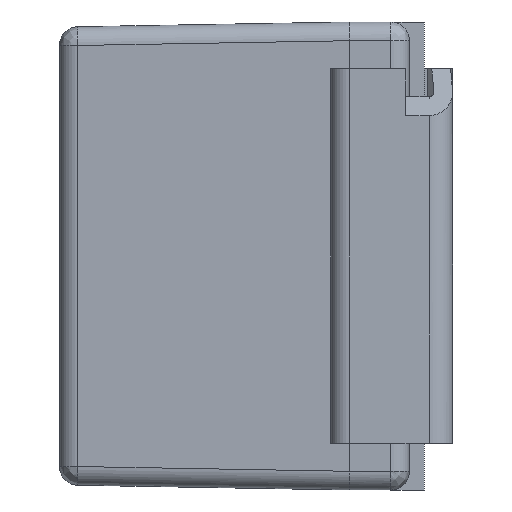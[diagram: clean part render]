
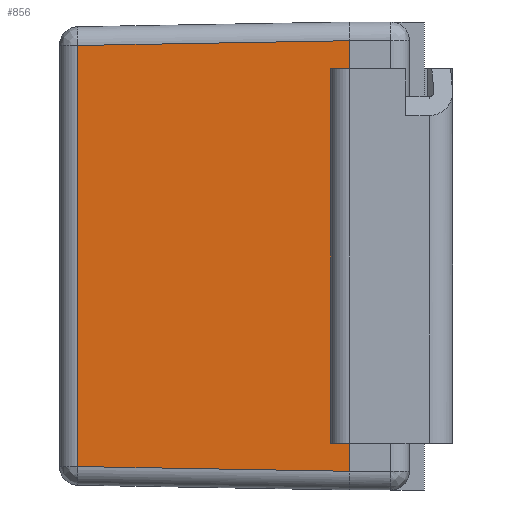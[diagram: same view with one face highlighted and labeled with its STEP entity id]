
A CAD part, left-side view. The second image highlights one B-rep face of the part: STEP entity #856.
In plain terms, the highlighted planar face has unit normal (-1, 0.018, 0).
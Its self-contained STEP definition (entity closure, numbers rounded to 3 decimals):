
#37 = PLANE ( 'NONE',  #1229 ) ;
#129 = FACE_OUTER_BOUND ( 'NONE', #1818, .T. ) ;
#154 = CARTESIAN_POINT ( 'NONE',  ( -1.5, 0.55, -1.15 ) ) ;
#255 = VECTOR ( 'NONE', #1176, 1000. ) ;
#311 = LINE ( 'NONE', #1664, #753 ) ;
#313 = ORIENTED_EDGE ( 'NONE', *, *, #1389, .T. ) ;
#351 = CARTESIAN_POINT ( 'NONE',  ( -1.5, 0.55, -1.25 ) ) ;
#730 = VECTOR ( 'NONE', #1813, 1000. ) ;
#740 = DIRECTION ( 'NONE',  ( 0.017, 1., -0.017 ) ) ;
#753 = VECTOR ( 'NONE', #740, 1000. ) ;
#782 = VERTEX_POINT ( 'NONE', #154 ) ;
#813 = CARTESIAN_POINT ( 'NONE',  ( -1.475, 2.002, 1.125 ) ) ;
#856 = ADVANCED_FACE ( 'NONE', ( #129 ), #37, .T. ) ;
#978 = DIRECTION ( 'NONE',  ( -1., 0.017, 0. ) ) ;
#1025 = VERTEX_POINT ( 'NONE', #1066 ) ;
#1066 = CARTESIAN_POINT ( 'NONE',  ( -1.475, 2.002, -1.125 ) ) ;
#1144 = DIRECTION ( 'NONE',  ( -0.017, -1., 0. ) ) ;
#1176 = DIRECTION ( 'NONE',  ( -0.017, -1., -0.017 ) ) ;
#1229 = AXIS2_PLACEMENT_3D ( 'NONE', #351, #978, #1144 ) ;
#1254 = ORIENTED_EDGE ( 'NONE', *, *, #1625, .T. ) ;
#1302 = CARTESIAN_POINT ( 'NONE',  ( -1.5, 0.55, -1.25 ) ) ;
#1373 = LINE ( 'NONE', #1937, #730 ) ;
#1376 = ORIENTED_EDGE ( 'NONE', *, *, #1836, .F. ) ;
#1389 = EDGE_CURVE ( 'NONE', #1605, #1705, #311, .T. ) ;
#1423 = LINE ( 'NONE', #1466, #255 ) ;
#1466 = CARTESIAN_POINT ( 'NONE',  ( -1.475, 2.002, -1.125 ) ) ;
#1599 = CARTESIAN_POINT ( 'NONE',  ( -1.5, 0.55, 1.15 ) ) ;
#1605 = VERTEX_POINT ( 'NONE', #1599 ) ;
#1625 = EDGE_CURVE ( 'NONE', #782, #1605, #1892, .T. ) ;
#1664 = CARTESIAN_POINT ( 'NONE',  ( -1.5, 0.55, 1.15 ) ) ;
#1705 = VERTEX_POINT ( 'NONE', #813 ) ;
#1804 = EDGE_CURVE ( 'NONE', #1025, #782, #1423, .T. ) ;
#1813 = DIRECTION ( 'NONE',  ( 0., 0., 1. ) ) ;
#1818 = EDGE_LOOP ( 'NONE', ( #1254, #313, #1376, #1958 ) ) ;
#1836 = EDGE_CURVE ( 'NONE', #1025, #1705, #1373, .T. ) ;
#1843 = VECTOR ( 'NONE', #1926, 1000. ) ;
#1892 = LINE ( 'NONE', #1302, #1843 ) ;
#1926 = DIRECTION ( 'NONE',  ( 0., 0., 1. ) ) ;
#1937 = CARTESIAN_POINT ( 'NONE',  ( -1.475, 2.002, 0. ) ) ;
#1958 = ORIENTED_EDGE ( 'NONE', *, *, #1804, .T. ) ;
